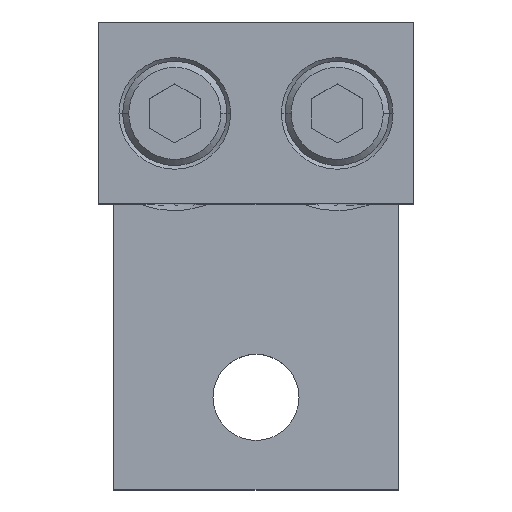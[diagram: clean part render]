
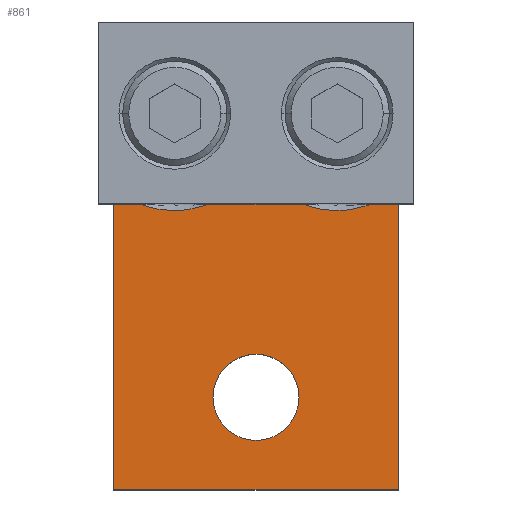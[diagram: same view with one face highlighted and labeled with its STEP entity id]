
A CAD part, top view. The second image highlights one B-rep face of the part: STEP entity #861.
In plain terms, the highlighted planar face has unit normal (0, 0, 1).
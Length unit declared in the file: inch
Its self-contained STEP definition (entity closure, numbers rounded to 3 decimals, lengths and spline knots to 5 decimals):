
#18 = ORIENTED_EDGE ( 'NONE', *, *, #1553, .T. ) ;
#25 = ORIENTED_EDGE ( 'NONE', *, *, #1070, .T. ) ;
#27 = VERTEX_POINT ( 'NONE', #2062 ) ;
#32 = ORIENTED_EDGE ( 'NONE', *, *, #1358, .F. ) ;
#39 = VERTEX_POINT ( 'NONE', #2050 ) ;
#45 = ORIENTED_EDGE ( 'NONE', *, *, #1151, .F. ) ;
#52 = ORIENTED_EDGE ( 'NONE', *, *, #1187, .F. ) ;
#56 = ORIENTED_EDGE ( 'NONE', *, *, #1717, .T. ) ;
#62 = ORIENTED_EDGE ( 'NONE', *, *, #489, .T. ) ;
#79 = ORIENTED_EDGE ( 'NONE', *, *, #1901, .T. ) ;
#82 = EDGE_CURVE ( 'NONE', #1342, #1327, #353, .T. ) ;
#89 = LINE ( 'NONE', #771, #1245 ) ;
#96 = CARTESIAN_POINT ( 'NONE',  ( -0.30282, 1.1848, 0.25 ) ) ;
#142 = DIRECTION ( 'NONE',  ( 0., 1., 0. ) ) ;
#143 = CIRCLE ( 'NONE', #1841, 0.265 ) ;
#162 = CARTESIAN_POINT ( 'NONE',  ( -0.69718, 0., 0.25 ) ) ;
#268 = VECTOR ( 'NONE', #1833, 39.37008 ) ;
#270 = DIRECTION ( 'NONE',  ( 0., 1., 0. ) ) ;
#316 = CARTESIAN_POINT ( 'NONE',  ( -0.875, -0.57, 0.25 ) ) ;
#321 = DIRECTION ( 'NONE',  ( -1., 0., 0. ) ) ;
#332 = CARTESIAN_POINT ( 'NONE',  ( 0.875, 1.19, 0.25 ) ) ;
#337 = VECTOR ( 'NONE', #1941, 39.37008 ) ;
#349 = CARTESIAN_POINT ( 'NONE',  ( 0.875, -0.57, 0.25 ) ) ;
#351 = VECTOR ( 'NONE', #270, 39.37008 ) ;
#353 = LINE ( 'NONE', #1951, #337 ) ;
#474 = EDGE_LOOP ( 'NONE', ( #79, #62, #56, #1472, #52, #45, #1305, #32, #25, #18, #968, #1294 ) ) ;
#489 = EDGE_CURVE ( 'NONE', #831, #1504, #1256, .T. ) ;
#507 = CIRCLE ( 'NONE', #1852, 0.265 ) ;
#550 = VECTOR ( 'NONE', #1228, 39.37008 ) ;
#620 = EDGE_CURVE ( 'NONE', #1487, #1312, #143, .T. ) ;
#709 = CARTESIAN_POINT ( 'NONE',  ( 0.30282, 1.1848, 0.25 ) ) ;
#713 = LINE ( 'NONE', #1884, #268 ) ;
#771 = CARTESIAN_POINT ( 'NONE',  ( 0.97, 1.19, 0.25 ) ) ;
#831 = VERTEX_POINT ( 'NONE', #96 ) ;
#859 = CARTESIAN_POINT ( 'NONE',  ( -0.30282, 0., 0.25 ) ) ;
#861 = ADVANCED_FACE ( 'NONE', ( #2060, #2035 ), #2019, .T. ) ;
#868 = ORIENTED_EDGE ( 'NONE', *, *, #1560, .T. ) ;
#890 = VERTEX_POINT ( 'NONE', #1486 ) ;
#955 = LINE ( 'NONE', #349, #1199 ) ;
#956 = EDGE_LOOP ( 'NONE', ( #960, #868 ) ) ;
#960 = ORIENTED_EDGE ( 'NONE', *, *, #620, .T. ) ;
#968 = ORIENTED_EDGE ( 'NONE', *, *, #82, .T. ) ;
#979 = DIRECTION ( 'NONE',  ( -1., 0., 0. ) ) ;
#987 = DIRECTION ( 'NONE',  ( 0., 0., -1. ) ) ;
#989 = CARTESIAN_POINT ( 'NONE',  ( 0., 0., 0.25 ) ) ;
#1006 = LINE ( 'NONE', #316, #351 ) ;
#1011 = VERTEX_POINT ( 'NONE', #1469 ) ;
#1027 = VERTEX_POINT ( 'NONE', #1388 ) ;
#1032 = VERTEX_POINT ( 'NONE', #1461 ) ;
#1060 = LINE ( 'NONE', #1330, #1855 ) ;
#1063 = DIRECTION ( 'NONE',  ( -1., 0., 0. ) ) ;
#1070 = EDGE_CURVE ( 'NONE', #27, #1032, #1983, .T. ) ;
#1072 = DIRECTION ( 'NONE',  ( 0., 0., -1. ) ) ;
#1079 = CARTESIAN_POINT ( 'NONE',  ( 0., 0., 0.25 ) ) ;
#1122 = CARTESIAN_POINT ( 'NONE',  ( 0.30282, 1.1848, 0.25 ) ) ;
#1123 = CARTESIAN_POINT ( 'NONE',  ( -0.69718, 1.1848, 0.25 ) ) ;
#1128 = CARTESIAN_POINT ( 'NONE',  ( -0.66517, 1.17424, 0.25 ) ) ;
#1132 = CARTESIAN_POINT ( 'NONE',  ( -0.63286, 1.16535, 0.25 ) ) ;
#1136 = CARTESIAN_POINT ( 'NONE',  ( -0.56732, 1.15289, 0.25 ) ) ;
#1139 = CARTESIAN_POINT ( 'NONE',  ( -0.53407, 1.14937, 0.25 ) ) ;
#1143 = CARTESIAN_POINT ( 'NONE',  ( -0.48328, 1.14935, 0.25 ) ) ;
#1146 = CARTESIAN_POINT ( 'NONE',  ( 0.33483, 1.17424, 0.25 ) ) ;
#1147 = CARTESIAN_POINT ( 'NONE',  ( -0.46639, 1.15021, 0.25 ) ) ;
#1150 = CARTESIAN_POINT ( 'NONE',  ( -0.43301, 1.15353, 0.25 ) ) ;
#1151 = EDGE_CURVE ( 'NONE', #1011, #1027, #955, .T. ) ;
#1155 = CARTESIAN_POINT ( 'NONE',  ( 0.36714, 1.16535, 0.25 ) ) ;
#1160 = CARTESIAN_POINT ( 'NONE',  ( -0.41647, 1.15598, 0.25 ) ) ;
#1163 = CARTESIAN_POINT ( 'NONE',  ( 0.43268, 1.15289, 0.25 ) ) ;
#1165 = VERTEX_POINT ( 'NONE', #332 ) ;
#1166 = CARTESIAN_POINT ( 'NONE',  ( -0.30282, 1.1848, 0.25 ) ) ;
#1169 = CARTESIAN_POINT ( 'NONE',  ( 0.46593, 1.14937, 0.25 ) ) ;
#1177 = AXIS2_PLACEMENT_3D ( 'NONE', #2046, #2070, #1980 ) ;
#1187 = EDGE_CURVE ( 'NONE', #1027, #890, #1006, .T. ) ;
#1194 = CARTESIAN_POINT ( 'NONE',  ( 0.51672, 1.14935, 0.25 ) ) ;
#1199 = VECTOR ( 'NONE', #321, 39.37008 ) ;
#1201 = CARTESIAN_POINT ( 'NONE',  ( 0.53361, 1.15021, 0.25 ) ) ;
#1209 = CARTESIAN_POINT ( 'NONE',  ( 0.56699, 1.15353, 0.25 ) ) ;
#1213 = CARTESIAN_POINT ( 'NONE',  ( -0.36721, 1.16533, 0.25 ) ) ;
#1219 = CARTESIAN_POINT ( 'NONE',  ( 0.58353, 1.15598, 0.25 ) ) ;
#1224 = CARTESIAN_POINT ( 'NONE',  ( 0.63279, 1.16533, 0.25 ) ) ;
#1227 = LINE ( 'NONE', #162, #1692 ) ;
#1228 = DIRECTION ( 'NONE',  ( 0., -1., 0. ) ) ;
#1245 = VECTOR ( 'NONE', #1593, 39.37008 ) ;
#1253 = CARTESIAN_POINT ( 'NONE',  ( 0.69718, 1.1848, 0.25 ) ) ;
#1256 = B_SPLINE_CURVE_WITH_KNOTS ( 'NONE', 3,
 ( #1166, #1338, #1213, #1160, #1150, #1147, #1143, #1139, #1136, #1132, #1128, #1123 ),
 .UNSPECIFIED., .F., .F.,
 ( 4, 2, 2, 2, 2, 4 ),
 ( 0., 0.00255, 0.00382, 0.00509, 0.00764, 0.01019 ),
 .UNSPECIFIED. ) ;
#1261 = CARTESIAN_POINT ( 'NONE',  ( 0.66514, 1.17423, 0.25 ) ) ;
#1282 = CARTESIAN_POINT ( 'NONE',  ( 0.69718, 0., 0.25 ) ) ;
#1294 = ORIENTED_EDGE ( 'NONE', *, *, #1382, .F. ) ;
#1305 = ORIENTED_EDGE ( 'NONE', *, *, #1843, .F. ) ;
#1309 = DIRECTION ( 'NONE',  ( 0., -1., 0. ) ) ;
#1312 = VERTEX_POINT ( 'NONE', #2039 ) ;
#1327 = VERTEX_POINT ( 'NONE', #1967 ) ;
#1330 = CARTESIAN_POINT ( 'NONE',  ( 0.875, 1.19, 0.25 ) ) ;
#1338 = CARTESIAN_POINT ( 'NONE',  ( -0.33486, 1.17423, 0.25 ) ) ;
#1342 = VERTEX_POINT ( 'NONE', #709 ) ;
#1358 = EDGE_CURVE ( 'NONE', #27, #1165, #89, .T. ) ;
#1382 = EDGE_CURVE ( 'NONE', #39, #1327, #713, .T. ) ;
#1388 = CARTESIAN_POINT ( 'NONE',  ( -0.875, -0.57, 0.25 ) ) ;
#1412 = CARTESIAN_POINT ( 'NONE',  ( -0.69718, 1.1848, 0.25 ) ) ;
#1425 = CARTESIAN_POINT ( 'NONE',  ( -0.69718, 1.19, 0.25 ) ) ;
#1448 = CARTESIAN_POINT ( 'NONE',  ( 0.97, 1.19, 0.25 ) ) ;
#1461 = CARTESIAN_POINT ( 'NONE',  ( 0.69718, 1.1848, 0.25 ) ) ;
#1469 = CARTESIAN_POINT ( 'NONE',  ( 0.875, -0.57, 0.25 ) ) ;
#1472 = ORIENTED_EDGE ( 'NONE', *, *, #1956, .F. ) ;
#1486 = CARTESIAN_POINT ( 'NONE',  ( -0.875, 1.19, 0.25 ) ) ;
#1487 = VERTEX_POINT ( 'NONE', #1539 ) ;
#1501 = VERTEX_POINT ( 'NONE', #1425 ) ;
#1504 = VERTEX_POINT ( 'NONE', #1412 ) ;
#1539 = CARTESIAN_POINT ( 'NONE',  ( -0.265, 0., 0.25 ) ) ;
#1553 = EDGE_CURVE ( 'NONE', #1032, #1342, #2073, .T. ) ;
#1560 = EDGE_CURVE ( 'NONE', #1312, #1487, #507, .T. ) ;
#1593 = DIRECTION ( 'NONE',  ( 1., 0., 0. ) ) ;
#1692 = VECTOR ( 'NONE', #142, 39.37008 ) ;
#1717 = EDGE_CURVE ( 'NONE', #1504, #1501, #1227, .T. ) ;
#1833 = DIRECTION ( 'NONE',  ( 1., 0., 0. ) ) ;
#1841 = AXIS2_PLACEMENT_3D ( 'NONE', #989, #987, #979 ) ;
#1843 = EDGE_CURVE ( 'NONE', #1165, #1011, #1060, .T. ) ;
#1852 = AXIS2_PLACEMENT_3D ( 'NONE', #1079, #1072, #1063 ) ;
#1855 = VECTOR ( 'NONE', #1309, 39.37008 ) ;
#1884 = CARTESIAN_POINT ( 'NONE',  ( 0.97, 1.19, 0.25 ) ) ;
#1895 = DIRECTION ( 'NONE',  ( 1., 0., 0. ) ) ;
#1901 = EDGE_CURVE ( 'NONE', #39, #831, #2027, .T. ) ;
#1916 = VECTOR ( 'NONE', #1895, 39.37008 ) ;
#1941 = DIRECTION ( 'NONE',  ( 0., 1., 0. ) ) ;
#1951 = CARTESIAN_POINT ( 'NONE',  ( 0.30282, 0., 0.25 ) ) ;
#1956 = EDGE_CURVE ( 'NONE', #890, #1501, #1993, .T. ) ;
#1967 = CARTESIAN_POINT ( 'NONE',  ( 0.30282, 1.19, 0.25 ) ) ;
#1980 = DIRECTION ( 'NONE',  ( 1., 0., 0. ) ) ;
#1983 = LINE ( 'NONE', #1282, #550 ) ;
#1993 = LINE ( 'NONE', #1448, #1916 ) ;
#2010 = VECTOR ( 'NONE', #2144, 39.37008 ) ;
#2019 = PLANE ( 'NONE',  #1177 ) ;
#2027 = LINE ( 'NONE', #859, #2010 ) ;
#2035 = FACE_OUTER_BOUND ( 'NONE', #474, .T. ) ;
#2039 = CARTESIAN_POINT ( 'NONE',  ( 0.265, 0., 0.25 ) ) ;
#2046 = CARTESIAN_POINT ( 'NONE',  ( 0., 0., 0.25 ) ) ;
#2050 = CARTESIAN_POINT ( 'NONE',  ( -0.30282, 1.19, 0.25 ) ) ;
#2060 = FACE_BOUND ( 'NONE', #956, .T. ) ;
#2062 = CARTESIAN_POINT ( 'NONE',  ( 0.69718, 1.19, 0.25 ) ) ;
#2070 = DIRECTION ( 'NONE',  ( 0., 0., 1. ) ) ;
#2073 = B_SPLINE_CURVE_WITH_KNOTS ( 'NONE', 3,
 ( #1253, #1261, #1224, #1219, #1209, #1201, #1194, #1169, #1163, #1155, #1146, #1122 ),
 .UNSPECIFIED., .F., .F.,
 ( 4, 2, 2, 2, 2, 4 ),
 ( 0., 0.00255, 0.00382, 0.00509, 0.00764, 0.01019 ),
 .UNSPECIFIED. ) ;
#2144 = DIRECTION ( 'NONE',  ( 0., -1., 0. ) ) ;
